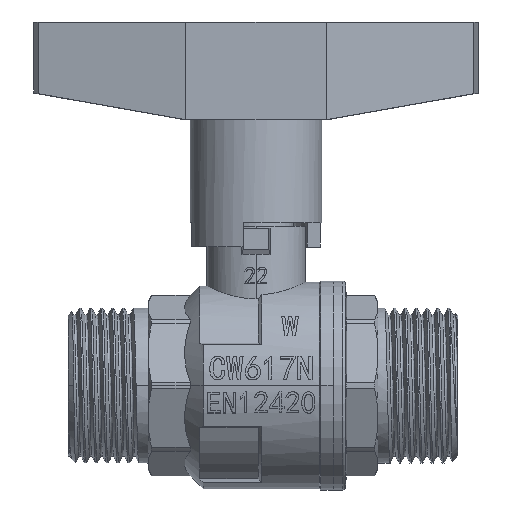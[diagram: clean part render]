
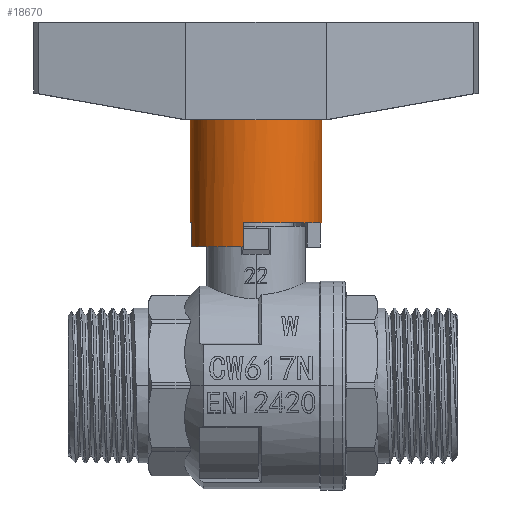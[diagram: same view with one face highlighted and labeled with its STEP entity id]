
A CAD part, top view. The second image highlights one B-rep face of the part: STEP entity #18670.
In plain terms, the highlighted cylindrical face has radius 14 mm (diameter 28 mm), a partial arc.
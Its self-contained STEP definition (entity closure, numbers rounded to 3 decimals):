
#616=CIRCLE('',#20161,14.);
#618=CIRCLE('',#20164,14.);
#620=CIRCLE('',#20167,14.);
#621=CIRCLE('',#20168,14.);
#622=CIRCLE('',#20169,14.);
#623=CIRCLE('',#20170,14.);
#624=CIRCLE('',#20171,14.);
#896=CYLINDRICAL_SURFACE('',#20166,14.);
#1545=LINE('',#61496,#2657);
#1660=LINE('',#61828,#2772);
#1663=LINE('',#61834,#2775);
#1664=LINE('',#61846,#2776);
#1665=LINE('',#61850,#2777);
#1666=LINE('',#61854,#2778);
#2657=VECTOR('',#23008,1000.);
#2772=VECTOR('',#23311,1000.);
#2775=VECTOR('',#23316,1000.);
#2776=VECTOR('',#23333,1000.);
#2777=VECTOR('',#23336,1000.);
#2778=VECTOR('',#23341,1000.);
#8047=ORIENTED_EDGE('',*,*,#11618,.F.);
#8048=ORIENTED_EDGE('',*,*,#11783,.F.);
#8049=ORIENTED_EDGE('',*,*,#11784,.T.);
#8050=ORIENTED_EDGE('',*,*,#11785,.T.);
#8051=ORIENTED_EDGE('',*,*,#11786,.F.);
#8052=ORIENTED_EDGE('',*,*,#11781,.F.);
#8053=ORIENTED_EDGE('',*,*,#11775,.F.);
#8054=ORIENTED_EDGE('',*,*,#11787,.F.);
#8055=ORIENTED_EDGE('',*,*,#11788,.F.);
#8056=ORIENTED_EDGE('',*,*,#11778,.T.);
#8057=ORIENTED_EDGE('',*,*,#11779,.F.);
#8058=ORIENTED_EDGE('',*,*,#11789,.T.);
#8059=ORIENTED_EDGE('',*,*,#11790,.T.);
#11618=EDGE_CURVE('',#13837,#13838,#1545,.T.);
#11775=EDGE_CURVE('',#13944,#13943,#1660,.T.);
#11778=EDGE_CURVE('',#13945,#13946,#1663,.T.);
#11779=EDGE_CURVE('',#13947,#13946,#616,.T.);
#11781=EDGE_CURVE('',#13943,#13948,#618,.T.);
#11783=EDGE_CURVE('',#13949,#13837,#620,.T.);
#11784=EDGE_CURVE('',#13949,#13950,#1664,.T.);
#11785=EDGE_CURVE('',#13950,#13951,#621,.T.);
#11786=EDGE_CURVE('',#13948,#13951,#1665,.T.);
#11787=EDGE_CURVE('',#13952,#13944,#622,.T.);
#11788=EDGE_CURVE('',#13945,#13952,#623,.T.);
#11789=EDGE_CURVE('',#13947,#13953,#1666,.T.);
#11790=EDGE_CURVE('',#13953,#13838,#624,.T.);
#13837=VERTEX_POINT('',#61495);
#13838=VERTEX_POINT('',#61497);
#13943=VERTEX_POINT('',#61825);
#13944=VERTEX_POINT('',#61827);
#13945=VERTEX_POINT('',#61831);
#13946=VERTEX_POINT('',#61833);
#13947=VERTEX_POINT('',#61837);
#13948=VERTEX_POINT('',#61841);
#13949=VERTEX_POINT('',#61845);
#13950=VERTEX_POINT('',#61847);
#13951=VERTEX_POINT('',#61849);
#13952=VERTEX_POINT('',#61852);
#13953=VERTEX_POINT('',#61855);
#16364=EDGE_LOOP('',(#8047,#8048,#8049,#8050,#8051,#8052,#8053,#8054,#8055,
#8056,#8057,#8058,#8059));
#17532=FACE_BOUND('',#16364,.T.);
#18670=ADVANCED_FACE('',(#17532),#896,.T.);
#20161=AXIS2_PLACEMENT_3D('',#61836,#23319,#23320);
#20164=AXIS2_PLACEMENT_3D('',#61840,#23325,#23326);
#20166=AXIS2_PLACEMENT_3D('',#61843,#23329,#23330);
#20167=AXIS2_PLACEMENT_3D('',#61844,#23331,#23332);
#20168=AXIS2_PLACEMENT_3D('',#61848,#23334,#23335);
#20169=AXIS2_PLACEMENT_3D('',#61851,#23337,#23338);
#20170=AXIS2_PLACEMENT_3D('',#61853,#23339,#23340);
#20171=AXIS2_PLACEMENT_3D('',#61856,#23342,#23343);
#23008=DIRECTION('',(0.,0.,-1.));
#23311=DIRECTION('',(0.,0.,-1.));
#23316=DIRECTION('',(0.,0.,-1.));
#23319=DIRECTION('',(0.,0.,-1.));
#23320=DIRECTION('',(1.,0.,0.));
#23325=DIRECTION('',(0.,0.,-1.));
#23326=DIRECTION('',(-0.619,-0.786,0.));
#23329=DIRECTION('',(0.,0.,-1.));
#23330=DIRECTION('',(1.,0.,0.));
#23331=DIRECTION('',(0.,0.,1.));
#23332=DIRECTION('',(0.196,-0.981,0.));
#23333=DIRECTION('',(0.,0.,-1.));
#23334=DIRECTION('',(0.,0.,-1.));
#23335=DIRECTION('',(0.196,-0.981,0.));
#23336=DIRECTION('',(0.,0.,1.));
#23337=DIRECTION('',(0.,0.,-1.));
#23338=DIRECTION('',(0.,-1.,0.));
#23339=DIRECTION('',(0.,0.,-1.));
#23340=DIRECTION('',(0.619,-0.786,0.));
#23341=DIRECTION('',(0.,0.,1.));
#23342=DIRECTION('',(0.,0.,-1.));
#23343=DIRECTION('',(1.,0.,0.));
#61495=CARTESIAN_POINT('',(13.727,-2.75,47.85));
#61496=CARTESIAN_POINT('',(13.727,-2.75,47.85));
#61497=CARTESIAN_POINT('',(13.727,-2.75,42.7));
#61825=CARTESIAN_POINT('',(-8.66,-11.,5.));
#61827=CARTESIAN_POINT('',(-8.66,-11.,20.731));
#61828=CARTESIAN_POINT('',(-8.66,-11.,20.731));
#61831=CARTESIAN_POINT('',(8.66,-11.,20.731));
#61833=CARTESIAN_POINT('',(8.66,-11.,5.));
#61834=CARTESIAN_POINT('',(8.66,-11.,20.731));
#61836=CARTESIAN_POINT('',(0.,0.,5.));
#61837=CARTESIAN_POINT('',(14.,0.,5.));
#61840=CARTESIAN_POINT('',(0.,0.,5.));
#61841=CARTESIAN_POINT('',(-14.,0.,5.));
#61843=CARTESIAN_POINT('',(0.,0.,50.243));
#61844=CARTESIAN_POINT('',(0.,0.,47.85));
#61845=CARTESIAN_POINT('',(2.75,-13.727,47.85));
#61846=CARTESIAN_POINT('',(2.75,-13.727,47.85));
#61847=CARTESIAN_POINT('',(2.75,-13.727,42.7));
#61848=CARTESIAN_POINT('',(0.,0.,42.7));
#61849=CARTESIAN_POINT('',(-14.,0.,42.7));
#61850=CARTESIAN_POINT('',(-14.,0.,5.));
#61851=CARTESIAN_POINT('',(0.,0.,20.731));
#61852=CARTESIAN_POINT('',(0.,-14.,20.731));
#61853=CARTESIAN_POINT('',(0.,0.,20.731));
#61854=CARTESIAN_POINT('',(14.,0.,5.));
#61855=CARTESIAN_POINT('',(14.,0.,42.7));
#61856=CARTESIAN_POINT('',(0.,0.,42.7));
